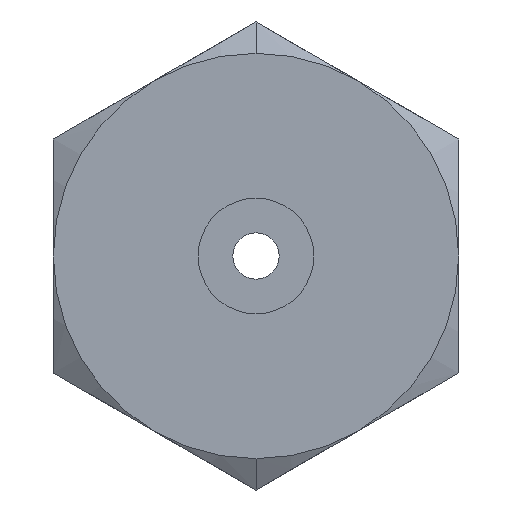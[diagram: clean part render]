
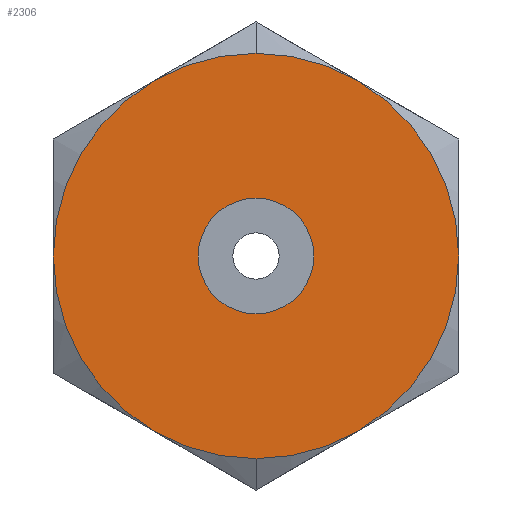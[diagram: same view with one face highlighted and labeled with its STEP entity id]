
A CAD part, left-side view. The second image highlights one B-rep face of the part: STEP entity #2306.
In plain terms, the highlighted planar face has unit normal (-1, 0, 0).
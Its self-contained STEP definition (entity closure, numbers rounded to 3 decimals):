
#21 = CARTESIAN_POINT ( 'NONE',  ( 0., 0., 0. ) ) ;
#57 = EDGE_CURVE ( 'NONE', #2511, #3127, #984, .T. ) ;
#280 = PLANE ( 'NONE',  #5266 ) ;
#343 = EDGE_LOOP ( 'NONE', ( #5956, #6896 ) ) ;
#785 = DIRECTION ( 'NONE',  ( 0., 0., -1. ) ) ;
#892 = AXIS2_PLACEMENT_3D ( 'NONE', #21, #8022, #2031 ) ;
#984 = CIRCLE ( 'NONE', #4586, 1.585 ) ;
#1028 = DIRECTION ( 'NONE',  ( -1., 0., 0. ) ) ;
#1029 = CARTESIAN_POINT ( 'NONE',  ( 0., 0., 0. ) ) ;
#1197 = AXIS2_PLACEMENT_3D ( 'NONE', #1029, #6210, #8381 ) ;
#1339 = CARTESIAN_POINT ( 'NONE',  ( 0., 0., -1.585 ) ) ;
#1445 = DIRECTION ( 'NONE',  ( 1., 0., 0. ) ) ;
#1537 = DIRECTION ( 'NONE',  ( 0., 0., 1. ) ) ;
#1597 = FACE_OUTER_BOUND ( 'NONE', #8501, .T. ) ;
#2031 = DIRECTION ( 'NONE',  ( 0., 0., 1. ) ) ;
#2306 = ADVANCED_FACE ( 'NONE', ( #6209, #1597 ), #280, .T. ) ;
#2313 = VERTEX_POINT ( 'NONE', #7936 ) ;
#2511 = VERTEX_POINT ( 'NONE', #1339 ) ;
#2594 = CARTESIAN_POINT ( 'NONE',  ( 0., 0., -5.555 ) ) ;
#3127 = VERTEX_POINT ( 'NONE', #6734 ) ;
#3136 = CIRCLE ( 'NONE', #1197, 5.555 ) ;
#3309 = VERTEX_POINT ( 'NONE', #2594 ) ;
#3391 = ORIENTED_EDGE ( 'NONE', *, *, #6564, .F. ) ;
#3669 = DIRECTION ( 'NONE',  ( 0., 0., 1. ) ) ;
#4265 = EDGE_CURVE ( 'NONE', #3127, #2511, #6882, .T. ) ;
#4375 = CIRCLE ( 'NONE', #5216, 5.555 ) ;
#4586 = AXIS2_PLACEMENT_3D ( 'NONE', #4860, #1445, #785 ) ;
#4860 = CARTESIAN_POINT ( 'NONE',  ( 0., 0., 0. ) ) ;
#4869 = CARTESIAN_POINT ( 'NONE',  ( 0., 0., 0. ) ) ;
#5216 = AXIS2_PLACEMENT_3D ( 'NONE', #4869, #5529, #1537 ) ;
#5266 = AXIS2_PLACEMENT_3D ( 'NONE', #8340, #1028, #3669 ) ;
#5529 = DIRECTION ( 'NONE',  ( 1., 0., 0. ) ) ;
#5791 = ORIENTED_EDGE ( 'NONE', *, *, #7487, .F. ) ;
#5956 = ORIENTED_EDGE ( 'NONE', *, *, #57, .T. ) ;
#6209 = FACE_BOUND ( 'NONE', #343, .T. ) ;
#6210 = DIRECTION ( 'NONE',  ( 1., 0., 0. ) ) ;
#6564 = EDGE_CURVE ( 'NONE', #2313, #3309, #4375, .T. ) ;
#6734 = CARTESIAN_POINT ( 'NONE',  ( 0., 0., 1.585 ) ) ;
#6882 = CIRCLE ( 'NONE', #892, 1.585 ) ;
#6896 = ORIENTED_EDGE ( 'NONE', *, *, #4265, .T. ) ;
#7487 = EDGE_CURVE ( 'NONE', #3309, #2313, #3136, .T. ) ;
#7936 = CARTESIAN_POINT ( 'NONE',  ( 0., 0., 5.555 ) ) ;
#8022 = DIRECTION ( 'NONE',  ( 1., 0., 0. ) ) ;
#8340 = CARTESIAN_POINT ( 'NONE',  ( 0., 0., 2.777 ) ) ;
#8381 = DIRECTION ( 'NONE',  ( 0., 0., -1. ) ) ;
#8501 = EDGE_LOOP ( 'NONE', ( #3391, #5791 ) ) ;
